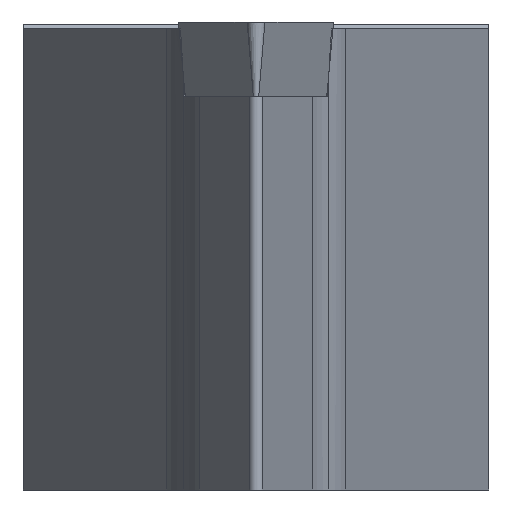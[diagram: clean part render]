
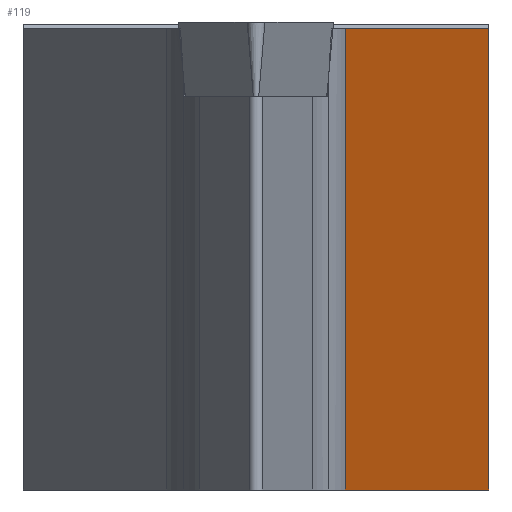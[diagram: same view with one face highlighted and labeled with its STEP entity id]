
A CAD part, left-side view. The second image highlights one B-rep face of the part: STEP entity #119.
In plain terms, the highlighted planar face has unit normal (-0.301, -0.954, 0).
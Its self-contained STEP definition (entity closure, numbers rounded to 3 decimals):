
#119=ADVANCED_FACE('',(#166),#146,.F.);
#146=PLANE('',#597);
#166=FACE_OUTER_BOUND('',#193,.T.);
#193=EDGE_LOOP('',(#358,#359,#360,#361,#362));
#215=LINE('',#781,#266);
#222=LINE('',#798,#273);
#230=LINE('',#823,#281);
#235=LINE('',#832,#286);
#237=LINE('',#835,#288);
#266=VECTOR('',#636,1.);
#273=VECTOR('',#647,1.);
#281=VECTOR('',#667,1.);
#286=VECTOR('',#678,1.);
#288=VECTOR('',#682,1.);
#358=ORIENTED_EDGE('',*,*,#530,.T.);
#359=ORIENTED_EDGE('',*,*,#511,.F.);
#360=ORIENTED_EDGE('',*,*,#523,.F.);
#361=ORIENTED_EDGE('',*,*,#528,.F.);
#362=ORIENTED_EDGE('',*,*,#503,.F.);
#457=VERTEX_POINT('',#780);
#458=VERTEX_POINT('',#782);
#465=VERTEX_POINT('',#797);
#466=VERTEX_POINT('',#799);
#476=VERTEX_POINT('',#822);
#503=EDGE_CURVE('',#457,#458,#215,.T.);
#511=EDGE_CURVE('',#465,#466,#222,.T.);
#523=EDGE_CURVE('',#476,#465,#230,.T.);
#528=EDGE_CURVE('',#458,#476,#235,.T.);
#530=EDGE_CURVE('',#457,#466,#237,.T.);
#597=AXIS2_PLACEMENT_3D('',#836,#683,#684);
#636=DIRECTION('',(0.954,-0.301,0.));
#647=DIRECTION('',(-0.954,0.301,0.));
#667=DIRECTION('',(0.,0.,-1.));
#678=DIRECTION('',(0.69,-0.218,0.69));
#682=DIRECTION('',(0.,0.,-1.));
#683=DIRECTION('',(0.301,0.954,0.));
#684=DIRECTION('',(-0.954,0.301,0.));
#780=CARTESIAN_POINT('',(12.151,-13.831,-0.2));
#781=CARTESIAN_POINT('',(31.716,-20.,-0.2));
#782=CARTESIAN_POINT('',(31.7,-19.995,-0.2));
#797=CARTESIAN_POINT('',(31.716,-20.,-20.));
#798=CARTESIAN_POINT('',(31.716,-20.,-20.));
#799=CARTESIAN_POINT('',(12.151,-13.831,-20.));
#822=CARTESIAN_POINT('',(31.716,-20.,-0.184));
#823=CARTESIAN_POINT('',(31.716,-20.,-39.9));
#832=CARTESIAN_POINT('',(12.798,-14.035,-19.102));
#835=CARTESIAN_POINT('',(12.151,-13.831,-39.9));
#836=CARTESIAN_POINT('',(31.716,-20.,-39.9));
